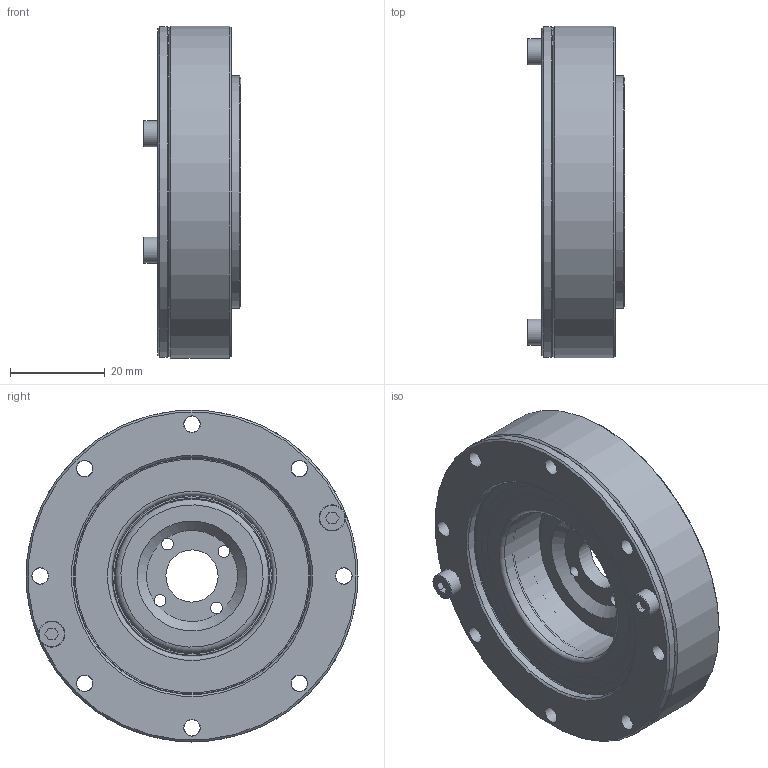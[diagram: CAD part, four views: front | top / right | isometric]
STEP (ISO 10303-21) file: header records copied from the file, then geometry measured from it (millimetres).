
FILE_DESCRIPTION(/* description */ ('STEP AP242','CAx-IF Rec.Pracs.---Representation and Presentation of Product Manufacturing Information (PMI)---4.0---2014-10-13','CAx-IF Rec.Pracs.---3D Tessellated Geometry---0.4---2014-09-14','2;1'),/* implementation_level */ '2;1');
FILE_NAME(/* name */ '68876b037ce0f65ce4fecfdf',/* time_stamp */ '2025-07-28T12:20:20Z',/* author */ (''),/* organization */ (''),/* preprocessor_version */ 'ST-DEVELOPER v20',/* originating_system */ 'ONSHAPE BY PTC INC, 1.201',/* authorisation */ ' ');
FILE_SCHEMA (('AP242_MANAGED_MODEL_BASED_3D_ENGINEERING_MIM_LF { 1 0 10303 442 1 1 4 }'));
Length unit declared in the file: metre
Products named in the file (14): HD-14-xxx; ??HD-14; HD-14-??; ????????M2.5�8_M2.5�8; HD-14????_?? <1>; HD14????-??-58x49x5; HD-14??????; ???????M2�5_M2�5; ????????M3�8_M3�8; HD-14-???? <1>; ?-14????
Assembly tree (17 placements, depth 3):
  HD-14-xxx
    ??HD-14
    HD-14-??
    ????????M2.5�8_M2.5�8  x4
    HD-14????_?? <1>
      HD14????-??-58x49x5
      HD-14??????
      HD-14??????
      HD-14??????
      ???????M2�5_M2�5
    ????????M3�8_M3�8  x2
    HD-14-???? <1>
      ??HD-14
      ?-14????
Bounding box: 20.5 x 70 x 70 mm (x, y, z)
Volume: 40824.5 mm3; surface area: 39543.8 mm2
Topology: 15 solids, 15 shells, 306 faces, 684 edges, 442 vertices
Faces by surface type: plane 118, cylinder 105, cone 54, torus 25, bspline 4
Full cylindrical faces by diameter (mm): 1.6 x1, 2 x1, 2.05 x4, 2.4 x1, 2.5 x18, 2.7 x4, 3 x2, 3.2 x8, 3.4 x8, 3.5 x10, 3.8 x1, 4.3 x1, 4.5 x4, 5 x4, 5.5 x2, 11 x1, 25.07 x1, 26.67 x2, 30 x1, 32.372 x2, 33.896 x2, 34.245 x1, 35.08 x1, 35.207 x1, 36 x1, 38 x2, 47 x2, 49 x2, 49.7 x1, 50 x2
Entity records: 6756 total; most frequent: CARTESIAN_POINT 1158, DIRECTION 1156, ORIENTED_EDGE 740, AXIS2_PLACEMENT_3D 535, FACE_BOUND 532, EDGE_LOOP 526, EDGE_CURVE 370, VERTEX_POINT 330
